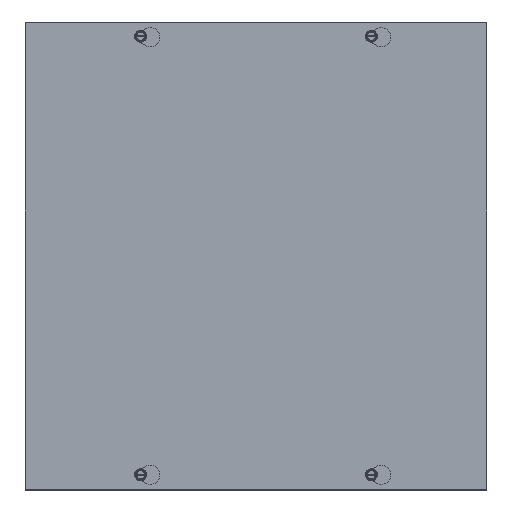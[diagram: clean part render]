
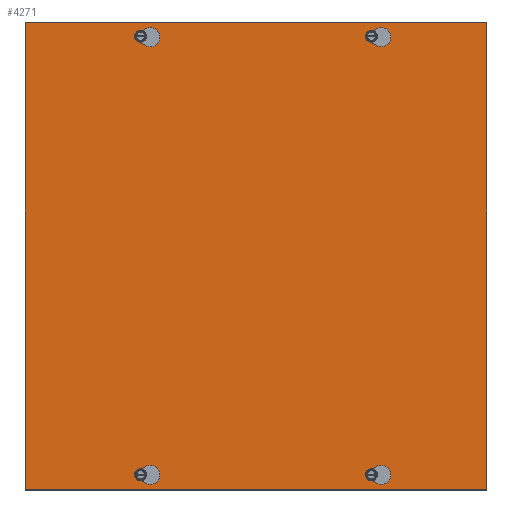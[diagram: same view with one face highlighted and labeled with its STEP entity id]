
A CAD part, top view. The second image highlights one B-rep face of the part: STEP entity #4271.
In plain terms, the highlighted planar face has unit normal (0, 0, 1).
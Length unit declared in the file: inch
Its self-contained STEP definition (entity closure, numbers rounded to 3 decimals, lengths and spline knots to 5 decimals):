
#385=LINE('',#6988,#713);
#390=LINE('',#7001,#718);
#393=LINE('',#7012,#721);
#397=LINE('',#7024,#725);
#401=LINE('',#7036,#729);
#406=LINE('',#7049,#734);
#409=LINE('',#7060,#737);
#413=LINE('',#7072,#741);
#415=LINE('',#7080,#743);
#419=LINE('',#7088,#747);
#422=LINE('',#7094,#750);
#425=LINE('',#7099,#753);
#713=VECTOR('',#5551,0.21651);
#718=VECTOR('',#5564,0.21651);
#721=VECTOR('',#5575,0.21651);
#725=VECTOR('',#5587,0.21651);
#729=VECTOR('',#5599,0.21651);
#734=VECTOR('',#5612,0.21651);
#737=VECTOR('',#5623,0.21651);
#741=VECTOR('',#5635,0.21651);
#743=VECTOR('',#5645,12.125);
#747=VECTOR('',#5651,12.);
#750=VECTOR('',#5656,12.125);
#753=VECTOR('',#5661,12.);
#894=PLANE('',#4647);
#1024=FACE_BOUND('',#1534,.T.);
#1025=FACE_BOUND('',#1535,.T.);
#1026=FACE_BOUND('',#1536,.T.);
#1027=FACE_BOUND('',#1537,.T.);
#1226=FACE_OUTER_BOUND('',#1533,.T.);
#1533=EDGE_LOOP('',(#3630,#3631,#3632,#3633));
#1534=EDGE_LOOP('',(#3634,#3635,#3636,#3637));
#1535=EDGE_LOOP('',(#3638,#3639,#3640,#3641));
#1536=EDGE_LOOP('',(#3642,#3643,#3644,#3645));
#1537=EDGE_LOOP('',(#3646,#3647,#3648,#3649));
#1773=CIRCLE('',#4613,0.25);
#1775=CIRCLE('',#4617,0.125);
#1777=CIRCLE('',#4621,0.25);
#1779=CIRCLE('',#4625,0.125);
#1781=CIRCLE('',#4629,0.25);
#1783=CIRCLE('',#4633,0.125);
#1785=CIRCLE('',#4637,0.25);
#1787=CIRCLE('',#4641,0.125);
#2094=VERTEX_POINT('',#6985);
#2095=VERTEX_POINT('',#6987);
#2097=VERTEX_POINT('',#6993);
#2099=VERTEX_POINT('',#6999);
#2102=VERTEX_POINT('',#7009);
#2103=VERTEX_POINT('',#7011);
#2105=VERTEX_POINT('',#7017);
#2107=VERTEX_POINT('',#7023);
#2110=VERTEX_POINT('',#7033);
#2111=VERTEX_POINT('',#7035);
#2113=VERTEX_POINT('',#7041);
#2115=VERTEX_POINT('',#7047);
#2118=VERTEX_POINT('',#7057);
#2119=VERTEX_POINT('',#7059);
#2121=VERTEX_POINT('',#7065);
#2123=VERTEX_POINT('',#7071);
#2124=VERTEX_POINT('',#7078);
#2125=VERTEX_POINT('',#7079);
#2128=VERTEX_POINT('',#7087);
#2130=VERTEX_POINT('',#7093);
#2600=EDGE_CURVE('',#2095,#2094,#385,.T.);
#2604=EDGE_CURVE('',#2094,#2097,#1773,.T.);
#2607=EDGE_CURVE('',#2097,#2099,#390,.T.);
#2609=EDGE_CURVE('',#2099,#2095,#1775,.T.);
#2612=EDGE_CURVE('',#2103,#2102,#393,.T.);
#2615=EDGE_CURVE('',#2105,#2103,#1777,.T.);
#2618=EDGE_CURVE('',#2107,#2105,#397,.T.);
#2621=EDGE_CURVE('',#2102,#2107,#1779,.T.);
#2624=EDGE_CURVE('',#2111,#2110,#401,.T.);
#2628=EDGE_CURVE('',#2110,#2113,#1781,.T.);
#2631=EDGE_CURVE('',#2113,#2115,#406,.T.);
#2633=EDGE_CURVE('',#2115,#2111,#1783,.T.);
#2636=EDGE_CURVE('',#2119,#2118,#409,.T.);
#2639=EDGE_CURVE('',#2121,#2119,#1785,.T.);
#2642=EDGE_CURVE('',#2123,#2121,#413,.T.);
#2645=EDGE_CURVE('',#2118,#2123,#1787,.T.);
#2646=EDGE_CURVE('',#2124,#2125,#415,.T.);
#2650=EDGE_CURVE('',#2125,#2128,#419,.T.);
#2653=EDGE_CURVE('',#2128,#2130,#422,.T.);
#2656=EDGE_CURVE('',#2130,#2124,#425,.T.);
#3630=ORIENTED_EDGE('',*,*,#2646,.F.);
#3631=ORIENTED_EDGE('',*,*,#2656,.F.);
#3632=ORIENTED_EDGE('',*,*,#2653,.F.);
#3633=ORIENTED_EDGE('',*,*,#2650,.F.);
#3634=ORIENTED_EDGE('',*,*,#2600,.T.);
#3635=ORIENTED_EDGE('',*,*,#2604,.T.);
#3636=ORIENTED_EDGE('',*,*,#2607,.T.);
#3637=ORIENTED_EDGE('',*,*,#2609,.T.);
#3638=ORIENTED_EDGE('',*,*,#2612,.T.);
#3639=ORIENTED_EDGE('',*,*,#2621,.T.);
#3640=ORIENTED_EDGE('',*,*,#2618,.T.);
#3641=ORIENTED_EDGE('',*,*,#2615,.T.);
#3642=ORIENTED_EDGE('',*,*,#2624,.T.);
#3643=ORIENTED_EDGE('',*,*,#2628,.T.);
#3644=ORIENTED_EDGE('',*,*,#2631,.T.);
#3645=ORIENTED_EDGE('',*,*,#2633,.T.);
#3646=ORIENTED_EDGE('',*,*,#2636,.T.);
#3647=ORIENTED_EDGE('',*,*,#2645,.T.);
#3648=ORIENTED_EDGE('',*,*,#2642,.T.);
#3649=ORIENTED_EDGE('',*,*,#2639,.T.);
#4271=ADVANCED_FACE('',(#1226,#1024,#1025,#1026,#1027),#894,.T.);
#4613=AXIS2_PLACEMENT_3D('',#6995,#5558,#5559);
#4617=AXIS2_PLACEMENT_3D('',#7004,#5569,#5570);
#4621=AXIS2_PLACEMENT_3D('',#7018,#5581,#5582);
#4625=AXIS2_PLACEMENT_3D('',#7028,#5593,#5594);
#4629=AXIS2_PLACEMENT_3D('',#7043,#5606,#5607);
#4633=AXIS2_PLACEMENT_3D('',#7052,#5617,#5618);
#4637=AXIS2_PLACEMENT_3D('',#7066,#5629,#5630);
#4641=AXIS2_PLACEMENT_3D('',#7076,#5641,#5642);
#4647=AXIS2_PLACEMENT_3D('',#7102,#5665,#5666);
#5551=DIRECTION('',(-0.866,-0.5,0.));
#5558=DIRECTION('center_axis',(0.,0.,-1.));
#5559=DIRECTION('ref_axis',(0.5,-0.866,0.));
#5564=DIRECTION('',(0.866,-0.5,0.));
#5569=DIRECTION('center_axis',(0.,0.,-1.));
#5570=DIRECTION('ref_axis',(0.5,0.866,0.));
#5575=DIRECTION('',(0.866,-0.5,0.));
#5581=DIRECTION('center_axis',(0.,0.,-1.));
#5582=DIRECTION('ref_axis',(0.5,0.866,0.));
#5587=DIRECTION('',(-0.866,-0.5,0.));
#5593=DIRECTION('center_axis',(0.,0.,-1.));
#5594=DIRECTION('ref_axis',(0.5,-0.866,0.));
#5599=DIRECTION('',(-0.866,-0.5,0.));
#5606=DIRECTION('center_axis',(0.,0.,-1.));
#5607=DIRECTION('ref_axis',(0.5,-0.866,0.));
#5612=DIRECTION('',(0.866,-0.5,0.));
#5617=DIRECTION('center_axis',(0.,0.,-1.));
#5618=DIRECTION('ref_axis',(0.5,0.866,0.));
#5623=DIRECTION('',(0.866,-0.5,0.));
#5629=DIRECTION('center_axis',(0.,0.,-1.));
#5630=DIRECTION('ref_axis',(0.5,0.866,0.));
#5635=DIRECTION('',(-0.866,-0.5,0.));
#5641=DIRECTION('center_axis',(0.,0.,-1.));
#5642=DIRECTION('ref_axis',(0.5,-0.866,0.));
#5645=DIRECTION('',(0.,1.,0.));
#5651=DIRECTION('',(1.,0.,0.));
#5656=DIRECTION('',(0.,-1.,0.));
#5661=DIRECTION('',(-1.,0.,0.));
#5665=DIRECTION('center_axis',(0.,0.,1.));
#5666=DIRECTION('ref_axis',(1.,0.,0.));
#6985=CARTESIAN_POINT('',(8.875,11.53549,0.074));
#6987=CARTESIAN_POINT('',(9.0625,11.64375,0.074));
#6988=CARTESIAN_POINT('',(6.70569,10.28304,0.074));
#6993=CARTESIAN_POINT('',(8.875,11.96851,0.074));
#6995=CARTESIAN_POINT('Origin',(8.75,11.752,0.074));
#6999=CARTESIAN_POINT('',(9.0625,11.86025,0.074));
#7001=CARTESIAN_POINT('',(9.07556,11.85271,0.074));
#7004=CARTESIAN_POINT('Origin',(9.,11.752,0.074));
#7009=CARTESIAN_POINT('',(9.0625,0.48125,0.074));
#7011=CARTESIAN_POINT('',(8.875,0.58951,0.074));
#7012=CARTESIAN_POINT('',(6.70569,1.84196,0.074));
#7017=CARTESIAN_POINT('',(8.875,0.15649,0.074));
#7018=CARTESIAN_POINT('Origin',(8.75,0.373,0.074));
#7023=CARTESIAN_POINT('',(9.0625,0.26475,0.074));
#7024=CARTESIAN_POINT('',(9.07556,0.27229,0.074));
#7028=CARTESIAN_POINT('Origin',(9.,0.373,0.074));
#7033=CARTESIAN_POINT('',(2.875,11.53549,0.074));
#7035=CARTESIAN_POINT('',(3.0625,11.64375,0.074));
#7036=CARTESIAN_POINT('',(2.95569,11.58208,0.074));
#7041=CARTESIAN_POINT('',(2.875,11.96851,0.074));
#7043=CARTESIAN_POINT('Origin',(2.75,11.752,0.074));
#7047=CARTESIAN_POINT('',(3.0625,11.86025,0.074));
#7049=CARTESIAN_POINT('',(5.32556,10.55367,0.074));
#7052=CARTESIAN_POINT('Origin',(3.,11.752,0.074));
#7057=CARTESIAN_POINT('',(3.0625,0.48125,0.074));
#7059=CARTESIAN_POINT('',(2.875,0.58951,0.074));
#7060=CARTESIAN_POINT('',(2.95569,0.54292,0.074));
#7065=CARTESIAN_POINT('',(2.875,0.15649,0.074));
#7066=CARTESIAN_POINT('Origin',(2.75,0.373,0.074));
#7071=CARTESIAN_POINT('',(3.0625,0.26475,0.074));
#7072=CARTESIAN_POINT('',(5.32556,1.57133,0.074));
#7076=CARTESIAN_POINT('Origin',(3.,0.373,0.074));
#7078=CARTESIAN_POINT('',(0.,0.,0.074));
#7079=CARTESIAN_POINT('',(0.,12.125,0.074));
#7080=CARTESIAN_POINT('',(0.,12.125,0.074));
#7087=CARTESIAN_POINT('',(12.,12.125,0.074));
#7088=CARTESIAN_POINT('',(12.,12.125,0.074));
#7093=CARTESIAN_POINT('',(12.,0.,0.074));
#7094=CARTESIAN_POINT('',(12.,0.,0.074));
#7099=CARTESIAN_POINT('',(0.,0.,0.074));
#7102=CARTESIAN_POINT('Origin',(6.,6.0625,0.074));
